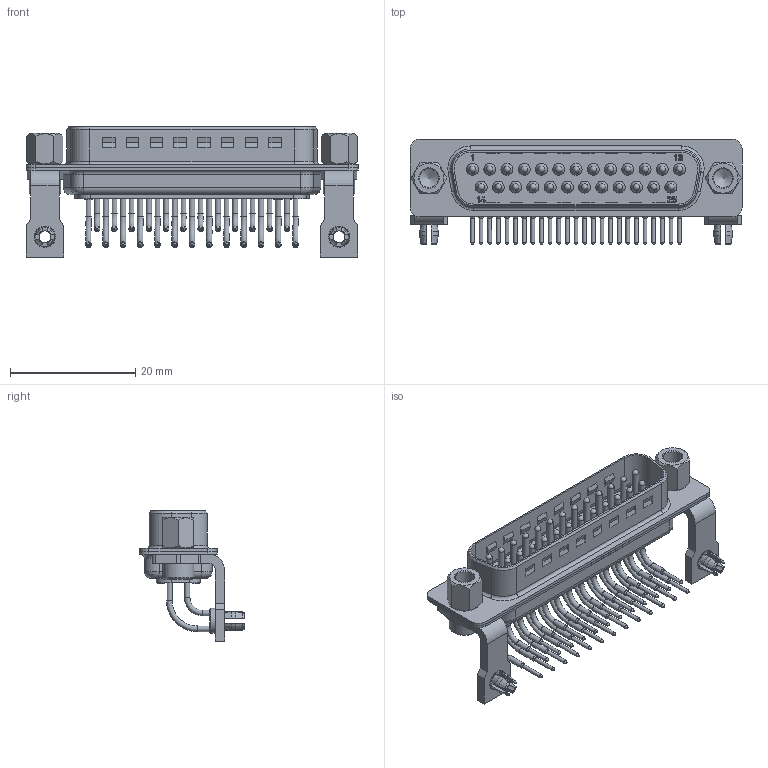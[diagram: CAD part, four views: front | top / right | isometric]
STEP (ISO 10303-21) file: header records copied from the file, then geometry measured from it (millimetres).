
FILE_DESCRIPTION(/* description */ ('I25P'),/* implementation_level */ '2;1');
FILE_NAME(/* name */ 'K061959.stp',/* time_stamp */ '2017-05-02T14:44:17+02:00',/* author */ ('M. Rickli'),/* organization */ (''),/* preprocessor_version */ 'ST-DEVELOPER v15.6',/* originating_system */ 'Autodesk Inventor 2015',/* authorisation */ '');
FILE_SCHEMA (('AUTOMOTIVE_DESIGN { 1 0 10303 214 3 1 1 }'));
Length unit declared in the file: millimetre
Products named in the file (10): N00405_kleine_Datei_BG; R+B00913_BG; R+B00914_BG; R+B00128_BG; R+B00125_BG; R+B00837_BG; R+B00102_male_BG; R+B00002_BG; R+B00903_BG; K061959
Assembly tree (36 placements, depth 2):
  K061959
    N00405_kleine_Datei_BG
    R+B00913_BG  x13
    R+B00914_BG  x12
    R+B00128_BG
    R+B00125_BG
    R+B00837_BG  x2
    R+B00102_male_BG  x2
    R+B00002_BG  x2
    R+B00903_BG  x2
Bounding box: 53.1 x 16.8 x 20.8 mm (x, y, z)
Volume: 3203.5 mm3; surface area: 8881.3 mm2
Topology: 36 solids, 36 shells, 4154 faces, 11398 edges, 7479 vertices
Faces by surface type: plane 2536, cylinder 1326, cone 192, torus 55, sphere 25, bspline 20
Full cylindrical faces by diameter (mm): 0.6 x25, 0.9 x50, 1 x25, 1.6 x25, 1.602 x50, 1.9 x2, 1.92 x25, 1.94 x25, 1.96 x50, 2.3 x25, 3 x6, 3.2 x2, 3.4 x2, 4 x4, 4.05 x2, 4.06 x4, 5 x6
Entity records: 29798 total; most frequent: CARTESIAN_POINT 7534, ORIENTED_EDGE 4560, DIRECTION 4398, EDGE_CURVE 2280, VERTEX_POINT 1562, AXIS2_PLACEMENT_3D 1526, LINE 1346, VECTOR 1346
